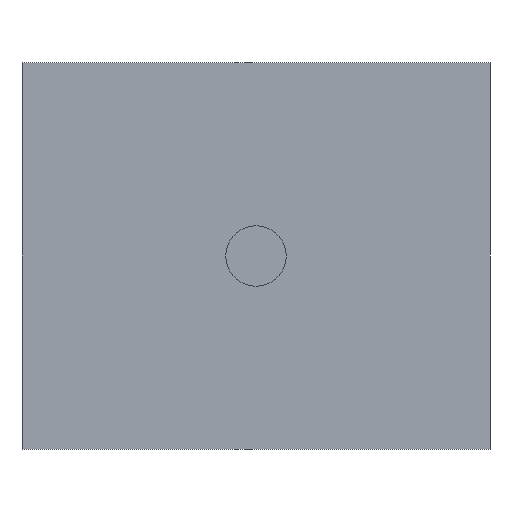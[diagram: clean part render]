
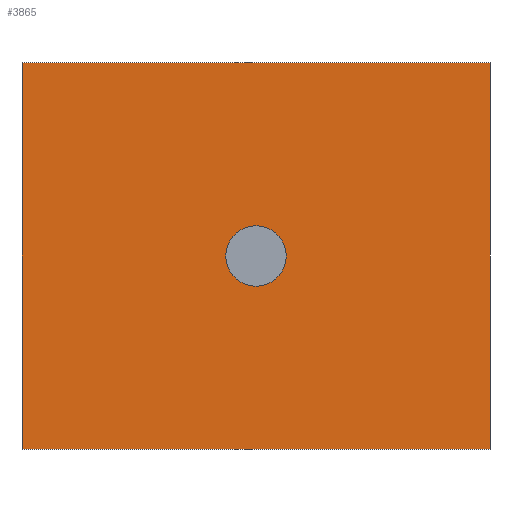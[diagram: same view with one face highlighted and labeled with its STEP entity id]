
A CAD part, front view. The second image highlights one B-rep face of the part: STEP entity #3865.
In plain terms, the highlighted planar face has unit normal (0, -1, 0).
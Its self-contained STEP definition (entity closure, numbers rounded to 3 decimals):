
#426=PLANE('',#4103);
#518=FACE_OUTER_BOUND('',#735,.T.);
#735=EDGE_LOOP('',(#2755,#2756,#2757,#2758));
#977=LINE('',#4822,#1330);
#981=LINE('',#4830,#1334);
#984=LINE('',#4836,#1337);
#987=LINE('',#4841,#1340);
#1330=VECTOR('',#4267,10.);
#1334=VECTOR('',#4273,10.);
#1337=VECTOR('',#4278,10.);
#1340=VECTOR('',#4283,10.);
#1670=VERTEX_POINT('',#4820);
#1671=VERTEX_POINT('',#4821);
#1674=VERTEX_POINT('',#4829);
#1676=VERTEX_POINT('',#4835);
#2081=EDGE_CURVE('',#1670,#1671,#977,.T.);
#2085=EDGE_CURVE('',#1671,#1674,#981,.T.);
#2088=EDGE_CURVE('',#1674,#1676,#984,.T.);
#2091=EDGE_CURVE('',#1676,#1670,#987,.T.);
#2755=ORIENTED_EDGE('',*,*,#2091,.T.);
#2756=ORIENTED_EDGE('',*,*,#2081,.T.);
#2757=ORIENTED_EDGE('',*,*,#2085,.T.);
#2758=ORIENTED_EDGE('',*,*,#2088,.T.);
#3865=ADVANCED_FACE('',(#518),#426,.F.);
#4103=AXIS2_PLACEMENT_3D('',#4844,#4287,#4288);
#4267=DIRECTION('',(0.,0.,-1.));
#4273=DIRECTION('',(1.,0.,0.));
#4278=DIRECTION('',(0.,0.,1.));
#4283=DIRECTION('',(-1.,0.,0.));
#4287=DIRECTION('center_axis',(0.,1.,0.));
#4288=DIRECTION('ref_axis',(0.,0.,1.));
#4820=CARTESIAN_POINT('',(-7.75,3.3,6.4));
#4821=CARTESIAN_POINT('',(-7.75,3.3,-6.4));
#4822=CARTESIAN_POINT('',(-7.75,3.3,-3.2));
#4829=CARTESIAN_POINT('',(7.75,3.3,-6.4));
#4830=CARTESIAN_POINT('',(3.875,3.3,-6.4));
#4835=CARTESIAN_POINT('',(7.75,3.3,6.4));
#4836=CARTESIAN_POINT('',(7.75,3.3,3.2));
#4841=CARTESIAN_POINT('',(-3.875,3.3,6.4));
#4844=CARTESIAN_POINT('Origin',(0.,3.3,0.));
